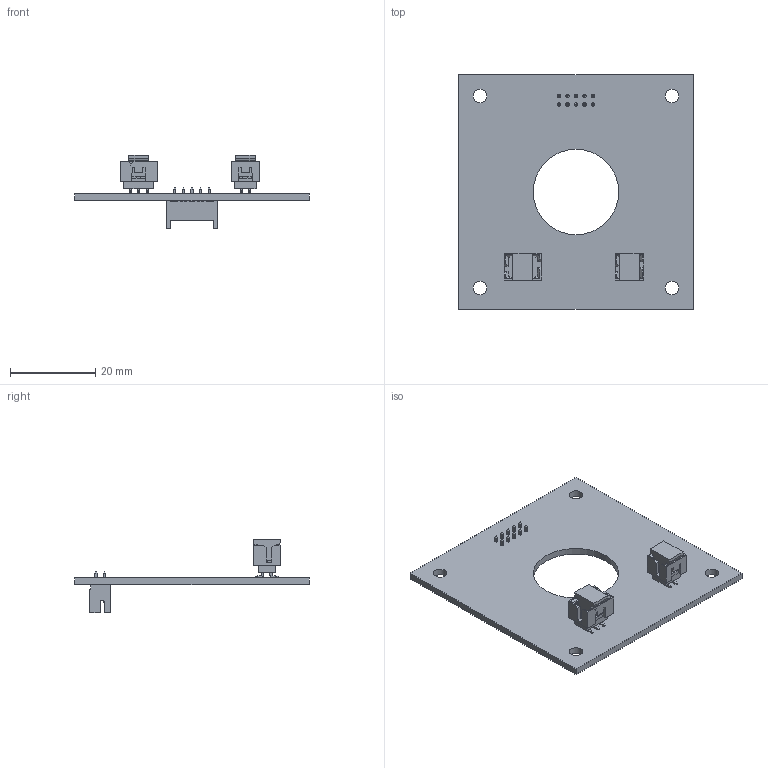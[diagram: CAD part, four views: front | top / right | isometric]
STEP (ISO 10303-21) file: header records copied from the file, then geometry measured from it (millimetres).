
FILE_DESCRIPTION(('Open CASCADE Model'),'2;1');
FILE_NAME('Open CASCADE Shape Model','2021-03-03T01:54:17',('Author'),( 'Open CASCADE'),'Open CASCADE STEP processor 6.8','Open CASCADE 6.8' ,'Unknown');
FILE_SCHEMA(('AUTOMOTIVE_DESIGN { 1 0 10303 214 1 1 1 1 }'));
Length unit declared in the file: millimetre
Products named in the file (1): PCB
Bounding box: 55 x 55 x 17.25 mm (x, y, z)
Volume: 4919.8 mm3; surface area: 7488.6 mm2
Topology: 14 solids, 14 shells, 613 faces, 1630 edges, 1093 vertices
Faces by surface type: plane 562, cylinder 51
Full cylindrical faces by diameter (mm): 0.8 x10, 3.2 x4, 20 x1
Entity records: 18833 total; most frequent: CARTESIAN_POINT 3337, ORIENTED_EDGE 3180, DIRECTION 2960, EDGE_CURVE 1590, LINE 1528, VECTOR 1528, VERTEX_POINT 1013, AXIS2_PLACEMENT_3D 716
